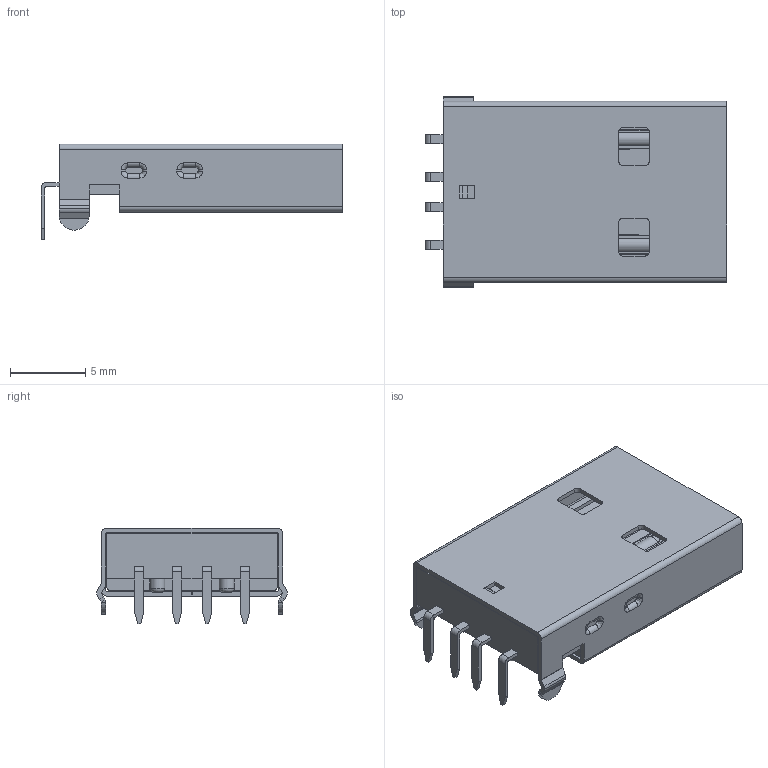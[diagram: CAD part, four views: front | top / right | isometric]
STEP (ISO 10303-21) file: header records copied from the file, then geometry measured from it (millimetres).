
FILE_DESCRIPTION(('FreeCAD Model'),'2;1');
FILE_NAME('Open CASCADE Shape Model','2022-07-10T00:23:14',( 'kicad StepUp'),('ksu MCAD'),'Open CASCADE STEP processor 7.5', 'FreeCAD','Unknown');
FILE_SCHEMA(('AUTOMOTIVE_DESIGN { 1 0 10303 214 1 1 1 1 }'));
Length unit declared in the file: millimetre
Products named in the file (1): CUI_DEVICES_UP2-AH-1-TH
Bounding box: 20 x 12.6 x 6.35 mm (x, y, z)
Volume: 700.8 mm3; surface area: 1813.9 mm2
Topology: 1 solids, 1 shells, 369 faces, 1034 edges, 665 vertices
Faces by surface type: plane 192, cylinder 121, sphere 26, bspline 16, torus 10, revolution 4
Entity records: 14489 total; most frequent: CARTESIAN_POINT 2560, ORIENTED_EDGE 2034, DIRECTION 1984, EDGE_CURVE 1017, VERTEX_POINT 665, AXIS2_PLACEMENT_3D 660, LINE 660, VECTOR 660
